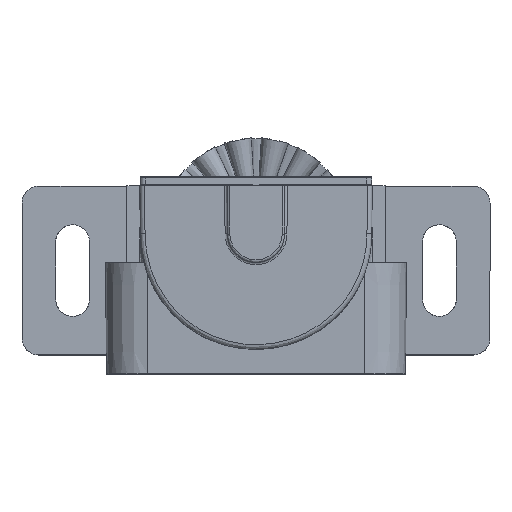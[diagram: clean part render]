
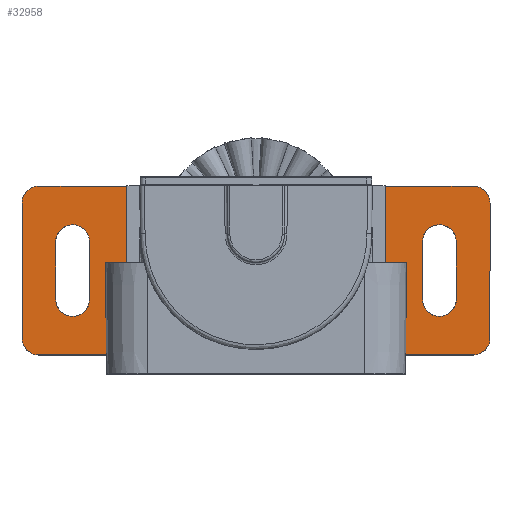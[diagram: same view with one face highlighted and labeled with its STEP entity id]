
A CAD part, top view. The second image highlights one B-rep face of the part: STEP entity #32958.
In plain terms, the highlighted face is planar.
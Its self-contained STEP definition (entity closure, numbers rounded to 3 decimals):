
#30475=CARTESIAN_POINT('',(-34.5,-13.5,75.123));
#30476=VERTEX_POINT('',#30475);
#30483=CARTESIAN_POINT('',(-41.5,-13.5,75.123));
#30484=VERTEX_POINT('',#30483);
#30485=CARTESIAN_POINT('',(-38.0,-13.5,75.123));
#30486=DIRECTION('',(0.,0.005,1.));
#30487=DIRECTION('',(0.0,-1.,0.005));
#30488=AXIS2_PLACEMENT_3D('',#30485,#30486,#30487);
#30489=ELLIPSE('',#30488,3.5,3.5);
#30490=EDGE_CURVE('',#30484,#30476,#30489,.T.);
#30507=CARTESIAN_POINT('',(-34.5,-1.5,75.06));
#30508=VERTEX_POINT('',#30507);
#30515=CARTESIAN_POINT('',(-34.5,-13.5,75.123));
#30516=DIRECTION('',(0.0,1.,-0.005));
#30517=VECTOR('',#30516,12.);
#30518=LINE('',#30515,#30517);
#30519=EDGE_CURVE('',#30476,#30508,#30518,.T.);
#31129=CARTESIAN_POINT('',(45.0,10.0,75.));
#31130=VERTEX_POINT('',#31129);
#31137=CARTESIAN_POINT('',(25.,10.,75.0));
#31138=VERTEX_POINT('',#31137);
#31139=CARTESIAN_POINT('',(45.0,10.,75.0));
#31140=DIRECTION('',(-1.0,0.0,0.0));
#31141=VECTOR('',#31140,20.);
#31142=LINE('',#31139,#31141);
#31143=EDGE_CURVE('',#31130,#31138,#31142,.T.);
#31340=CARTESIAN_POINT('',(-25.,10.,75.0));
#31341=VERTEX_POINT('',#31340);
#31349=CARTESIAN_POINT('',(-45.,10.0,75.0));
#31350=VERTEX_POINT('',#31349);
#31351=CARTESIAN_POINT('',(-25.,10.,75.0));
#31352=DIRECTION('',(-1.0,0.0,0.0));
#31353=VECTOR('',#31352,20.);
#31354=LINE('',#31351,#31353);
#31355=EDGE_CURVE('',#31341,#31350,#31354,.T.);
#31413=CARTESIAN_POINT('',(48.5,6.5,75.018));
#31414=VERTEX_POINT('',#31413);
#31421=CARTESIAN_POINT('',(45.0,6.5,75.018));
#31422=DIRECTION('',(0.,0.005,1.));
#31423=DIRECTION('',(0.,1.,-0.005));
#31424=AXIS2_PLACEMENT_3D('',#31421,#31422,#31423);
#31425=ELLIPSE('',#31424,3.5,3.5);
#31426=EDGE_CURVE('',#31414,#31130,#31425,.T.);
#31540=CARTESIAN_POINT('',(41.5,-13.5,75.123));
#31541=VERTEX_POINT('',#31540);
#31548=CARTESIAN_POINT('',(34.5,-13.5,75.123));
#31549=VERTEX_POINT('',#31548);
#31550=CARTESIAN_POINT('',(38.0,-13.5,75.123));
#31551=DIRECTION('',(0.,0.005,1.));
#31552=DIRECTION('',(0.0,-1.,0.005));
#31553=AXIS2_PLACEMENT_3D('',#31550,#31551,#31552);
#31554=ELLIPSE('',#31553,3.5,3.5);
#31555=EDGE_CURVE('',#31549,#31541,#31554,.T.);
#31572=CARTESIAN_POINT('',(41.5,-1.5,75.06));
#31573=VERTEX_POINT('',#31572);
#31580=CARTESIAN_POINT('',(41.5,-13.5,75.123));
#31581=DIRECTION('',(0.0,1.,-0.005));
#31582=VECTOR('',#31581,12.);
#31583=LINE('',#31580,#31582);
#31584=EDGE_CURVE('',#31541,#31573,#31583,.T.);
#32744=CARTESIAN_POINT('',(-25.,0.005,75.052));
#32745=VERTEX_POINT('',#32744);
#32753=CARTESIAN_POINT('',(-25.,0.005,75.052));
#32754=DIRECTION('',(0.0,1.,-0.005));
#32755=VECTOR('',#32754,9.995);
#32756=LINE('',#32753,#32755);
#32757=EDGE_CURVE('',#32745,#31341,#32756,.T.);
#32770=CARTESIAN_POINT('',(25.,0.005,75.052));
#32771=VERTEX_POINT('',#32770);
#32772=CARTESIAN_POINT('',(25.,10.,75.));
#32773=DIRECTION('',(0.0,-1.,0.005));
#32774=VECTOR('',#32773,9.995);
#32775=LINE('',#32772,#32774);
#32776=EDGE_CURVE('',#31138,#32771,#32775,.T.);
#32848=CARTESIAN_POINT('',(0.,0.005,75.052));
#32849=DIRECTION('',(0.,-0.005,-1.));
#32850=DIRECTION('',(0.,-1.,0.005));
#32851=AXIS2_PLACEMENT_3D('',#32848,#32849,#32850);
#32852=ELLIPSE('',#32851,25.,25.);
#32853=EDGE_CURVE('',#32771,#32745,#32852,.T.);
#32858=CARTESIAN_POINT('',(0.,-6.806,75.088));
#32859=DIRECTION('',(0.,0.005,1.));
#32860=DIRECTION('',(1.0,0.0,0.0));
#32861=AXIS2_PLACEMENT_3D('',#32858,#32859,#32860);
#32862=PLANE('',#32861);
#32863=ORIENTED_EDGE('',*,*,#32757,.F.);
#32864=ORIENTED_EDGE('',*,*,#32853,.F.);
#32865=ORIENTED_EDGE('',*,*,#32776,.F.);
#32866=ORIENTED_EDGE('',*,*,#31143,.F.);
#32867=ORIENTED_EDGE('',*,*,#31426,.F.);
#32868=CARTESIAN_POINT('',(48.5,-21.5,75.165));
#32869=VERTEX_POINT('',#32868);
#32870=CARTESIAN_POINT('',(48.5,-21.5,75.165));
#32871=DIRECTION('',(0.,1.,-0.005));
#32872=VECTOR('',#32871,28.);
#32873=LINE('',#32870,#32872);
#32874=EDGE_CURVE('',#32869,#31414,#32873,.T.);
#32875=ORIENTED_EDGE('',*,*,#32874,.F.);
#32876=CARTESIAN_POINT('',(45.,-25.0,75.183));
#32877=VERTEX_POINT('',#32876);
#32878=CARTESIAN_POINT('',(45.,-21.5,75.165));
#32879=DIRECTION('',(0.,0.005,1.));
#32880=DIRECTION('',(0.,-1.,0.005));
#32881=AXIS2_PLACEMENT_3D('',#32878,#32879,#32880);
#32882=ELLIPSE('',#32881,3.5,3.5);
#32883=EDGE_CURVE('',#32877,#32869,#32882,.T.);
#32884=ORIENTED_EDGE('',*,*,#32883,.F.);
#32885=CARTESIAN_POINT('',(-45.,-25.,75.183));
#32886=VERTEX_POINT('',#32885);
#32887=CARTESIAN_POINT('',(-45.0,-25.,75.183));
#32888=DIRECTION('',(1.0,0.0,0.0));
#32889=VECTOR('',#32888,90.);
#32890=LINE('',#32887,#32889);
#32891=EDGE_CURVE('',#32886,#32877,#32890,.T.);
#32892=ORIENTED_EDGE('',*,*,#32891,.F.);
#32893=CARTESIAN_POINT('',(-48.5,-21.5,75.165));
#32894=VERTEX_POINT('',#32893);
#32895=CARTESIAN_POINT('',(-45.,-21.5,75.165));
#32896=DIRECTION('',(0.,0.005,1.));
#32897=DIRECTION('',(0.,-1.,0.005));
#32898=AXIS2_PLACEMENT_3D('',#32895,#32896,#32897);
#32899=ELLIPSE('',#32898,3.5,3.5);
#32900=EDGE_CURVE('',#32894,#32886,#32899,.T.);
#32901=ORIENTED_EDGE('',*,*,#32900,.F.);
#32902=CARTESIAN_POINT('',(-48.5,6.5,75.018));
#32903=VERTEX_POINT('',#32902);
#32904=CARTESIAN_POINT('',(-48.5,6.5,75.018));
#32905=DIRECTION('',(0.,-1.,0.005));
#32906=VECTOR('',#32905,28.);
#32907=LINE('',#32904,#32906);
#32908=EDGE_CURVE('',#32903,#32894,#32907,.T.);
#32909=ORIENTED_EDGE('',*,*,#32908,.F.);
#32910=CARTESIAN_POINT('',(-45.,6.5,75.018));
#32911=DIRECTION('',(0.,0.005,1.));
#32912=DIRECTION('',(0.,1.,-0.005));
#32913=AXIS2_PLACEMENT_3D('',#32910,#32911,#32912);
#32914=ELLIPSE('',#32913,3.5,3.5);
#32915=EDGE_CURVE('',#31350,#32903,#32914,.T.);
#32916=ORIENTED_EDGE('',*,*,#32915,.F.);
#32917=ORIENTED_EDGE('',*,*,#31355,.F.);
#32918=EDGE_LOOP('',(#32863,#32864,#32865,#32866,#32867,#32875,#32884,#32892,#32901,#32909,#32916,#32917));
#32919=FACE_OUTER_BOUND('',#32918,.T.);
#32920=CARTESIAN_POINT('',(34.5,-1.5,75.06));
#32921=VERTEX_POINT('',#32920);
#32922=CARTESIAN_POINT('',(38.0,-1.5,75.06));
#32923=DIRECTION('',(0.,0.005,1.));
#32924=DIRECTION('',(0.,1.,-0.005));
#32925=AXIS2_PLACEMENT_3D('',#32922,#32923,#32924);
#32926=ELLIPSE('',#32925,3.5,3.5);
#32927=EDGE_CURVE('',#31573,#32921,#32926,.T.);
#32928=ORIENTED_EDGE('',*,*,#32927,.T.);
#32929=CARTESIAN_POINT('',(34.5,-1.5,75.06));
#32930=DIRECTION('',(0.0,-1.,0.005));
#32931=VECTOR('',#32930,12.);
#32932=LINE('',#32929,#32931);
#32933=EDGE_CURVE('',#32921,#31549,#32932,.T.);
#32934=ORIENTED_EDGE('',*,*,#32933,.T.);
#32935=ORIENTED_EDGE('',*,*,#31555,.T.);
#32936=ORIENTED_EDGE('',*,*,#31584,.T.);
#32937=EDGE_LOOP('',(#32928,#32934,#32935,#32936));
#32938=FACE_BOUND('',#32937,.T.);
#32939=CARTESIAN_POINT('',(-41.5,-1.5,75.06));
#32940=VERTEX_POINT('',#32939);
#32941=CARTESIAN_POINT('',(-38.0,-1.5,75.06));
#32942=DIRECTION('',(0.,0.005,1.));
#32943=DIRECTION('',(0.,1.,-0.005));
#32944=AXIS2_PLACEMENT_3D('',#32941,#32942,#32943);
#32945=ELLIPSE('',#32944,3.5,3.5);
#32946=EDGE_CURVE('',#30508,#32940,#32945,.T.);
#32947=ORIENTED_EDGE('',*,*,#32946,.T.);
#32948=CARTESIAN_POINT('',(-41.5,-1.5,75.06));
#32949=DIRECTION('',(0.0,-1.,0.005));
#32950=VECTOR('',#32949,12.);
#32951=LINE('',#32948,#32950);
#32952=EDGE_CURVE('',#32940,#30484,#32951,.T.);
#32953=ORIENTED_EDGE('',*,*,#32952,.T.);
#32954=ORIENTED_EDGE('',*,*,#30490,.T.);
#32955=ORIENTED_EDGE('',*,*,#30519,.T.);
#32956=EDGE_LOOP('',(#32947,#32953,#32954,#32955));
#32957=FACE_BOUND('',#32956,.T.);
#32958=ADVANCED_FACE('',(#32919,#32938,#32957),#32862,.F.);
